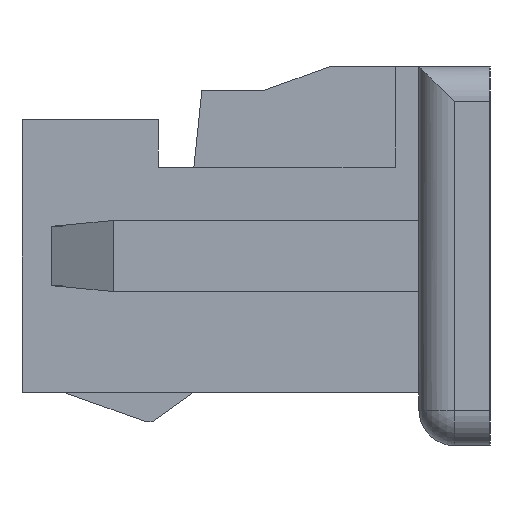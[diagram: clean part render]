
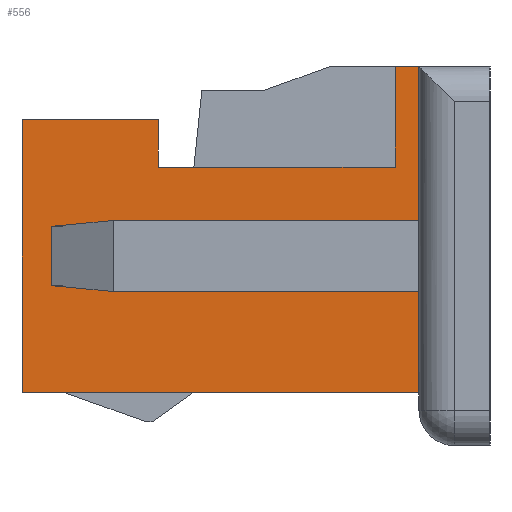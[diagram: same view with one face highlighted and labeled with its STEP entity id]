
A CAD part, left-side view. The second image highlights one B-rep face of the part: STEP entity #556.
In plain terms, the highlighted planar face has unit normal (-1, 0, 0).
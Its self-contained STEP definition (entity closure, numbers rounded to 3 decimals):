
#106=FACE_OUTER_BOUND('',#1465,.T.);
#556=ADVANCED_FACE('',(#106),#1007,.F.);
#1007=PLANE('',#8564);
#1465=EDGE_LOOP('',(#2386,#2387,#2388,#2389,#2390,#2391,#2392,#2393,#2394,
#2395,#2396,#2397));
#2386=ORIENTED_EDGE('',*,*,#5409,.F.);
#2387=ORIENTED_EDGE('',*,*,#5410,.F.);
#2388=ORIENTED_EDGE('',*,*,#5411,.T.);
#2389=ORIENTED_EDGE('',*,*,#5399,.F.);
#2390=ORIENTED_EDGE('',*,*,#5199,.F.);
#2391=ORIENTED_EDGE('',*,*,#5395,.F.);
#2392=ORIENTED_EDGE('',*,*,#5375,.F.);
#2393=ORIENTED_EDGE('',*,*,#5130,.F.);
#2394=ORIENTED_EDGE('',*,*,#5052,.F.);
#2395=ORIENTED_EDGE('',*,*,#5135,.F.);
#2396=ORIENTED_EDGE('',*,*,#5031,.F.);
#2397=ORIENTED_EDGE('',*,*,#5403,.F.);
#4285=VERTEX_POINT('',#11165);
#4286=VERTEX_POINT('',#11167);
#4306=VERTEX_POINT('',#11208);
#4307=VERTEX_POINT('',#11210);
#4375=VERTEX_POINT('',#11366);
#4431=VERTEX_POINT('',#11492);
#4432=VERTEX_POINT('',#11494);
#4562=VERTEX_POINT('',#11828);
#4566=VERTEX_POINT('',#11866);
#4569=VERTEX_POINT('',#11872);
#4574=VERTEX_POINT('',#11885);
#4575=VERTEX_POINT('',#11887);
#5031=EDGE_CURVE('',#4285,#4286,#6214,.T.);
#5052=EDGE_CURVE('',#4306,#4307,#6235,.T.);
#5130=EDGE_CURVE('',#4307,#4375,#6313,.T.);
#5135=EDGE_CURVE('',#4286,#4306,#6318,.T.);
#5199=EDGE_CURVE('',#4431,#4432,#6382,.T.);
#5375=EDGE_CURVE('',#4375,#4562,#6558,.T.);
#5395=EDGE_CURVE('',#4562,#4431,#6578,.T.);
#5399=EDGE_CURVE('',#4432,#4566,#6582,.T.);
#5403=EDGE_CURVE('',#4569,#4285,#6586,.T.);
#5409=EDGE_CURVE('',#4574,#4569,#6592,.T.);
#5410=EDGE_CURVE('',#4575,#4574,#6593,.T.);
#5411=EDGE_CURVE('',#4575,#4566,#6594,.T.);
#6214=LINE('',#11166,#7385);
#6235=LINE('',#11209,#7406);
#6313=LINE('',#11365,#7484);
#6318=LINE('',#11374,#7489);
#6382=LINE('',#11493,#7553);
#6558=LINE('',#11827,#7729);
#6578=LINE('',#11858,#7749);
#6582=LINE('',#11865,#7753);
#6586=LINE('',#11873,#7757);
#6592=LINE('',#11884,#7763);
#6593=LINE('',#11886,#7764);
#6594=LINE('',#11888,#7765);
#7385=VECTOR('',#9022,1.);
#7406=VECTOR('',#9045,1.);
#7484=VECTOR('',#9143,1.);
#7489=VECTOR('',#9150,1.);
#7553=VECTOR('',#9216,1.);
#7729=VECTOR('',#9448,1.);
#7749=VECTOR('',#9486,1.);
#7753=VECTOR('',#9492,1.);
#7757=VECTOR('',#9496,1.);
#7763=VECTOR('',#9504,1.);
#7764=VECTOR('',#9505,1.);
#7765=VECTOR('',#9506,1.);
#8564=AXIS2_PLACEMENT_3D('',#11889,#9507,#9508);
#9022=DIRECTION('',(0.,1.,0.));
#9045=DIRECTION('',(0.,-1.,0.));
#9143=DIRECTION('',(0.,0.,-1.));
#9150=DIRECTION('',(0.,0.,1.));
#9216=DIRECTION('',(0.,-1.,0.));
#9448=DIRECTION('',(0.,-1.,0.));
#9486=DIRECTION('',(0.,0.,1.));
#9492=DIRECTION('',(0.,0.,-1.));
#9496=DIRECTION('',(0.,0.,-1.));
#9504=DIRECTION('',(0.,-1.,0.));
#9505=DIRECTION('',(0.,0.,-1.));
#9506=DIRECTION('',(0.,-1.,0.));
#9507=DIRECTION('',(1.,0.,0.));
#9508=DIRECTION('',(0.,0.,-1.));
#11165=CARTESIAN_POINT('',(-6.475,0.6,0.45));
#11166=CARTESIAN_POINT('',(-6.475,0.6,0.45));
#11167=CARTESIAN_POINT('',(-6.475,3.95,0.45));
#11208=CARTESIAN_POINT('',(-6.475,3.95,2.75));
#11209=CARTESIAN_POINT('',(-6.475,3.95,2.75));
#11210=CARTESIAN_POINT('',(-6.475,2.8,2.75));
#11365=CARTESIAN_POINT('',(-6.475,2.8,2.75));
#11366=CARTESIAN_POINT('',(-6.475,2.8,2.35));
#11374=CARTESIAN_POINT('',(-6.475,3.95,0.45));
#11492=CARTESIAN_POINT('',(-6.475,0.8,3.2));
#11493=CARTESIAN_POINT('',(-6.475,0.8,3.2));
#11494=CARTESIAN_POINT('',(-6.475,0.6,3.2));
#11827=CARTESIAN_POINT('',(-6.475,2.8,2.35));
#11828=CARTESIAN_POINT('',(-6.475,0.8,2.35));
#11858=CARTESIAN_POINT('',(-6.475,0.8,2.35));
#11865=CARTESIAN_POINT('',(-6.475,0.6,3.2));
#11866=CARTESIAN_POINT('',(-6.475,0.6,1.85));
#11872=CARTESIAN_POINT('',(-6.475,0.6,1.35));
#11873=CARTESIAN_POINT('',(-6.475,0.6,3.2));
#11884=CARTESIAN_POINT('',(-6.475,3.7,1.35));
#11885=CARTESIAN_POINT('',(-6.475,3.7,1.35));
#11886=CARTESIAN_POINT('',(-6.475,3.7,1.85));
#11887=CARTESIAN_POINT('',(-6.475,3.7,1.85));
#11888=CARTESIAN_POINT('',(-6.475,3.7,1.85));
#11889=CARTESIAN_POINT('',(-6.475,0.,0.));
